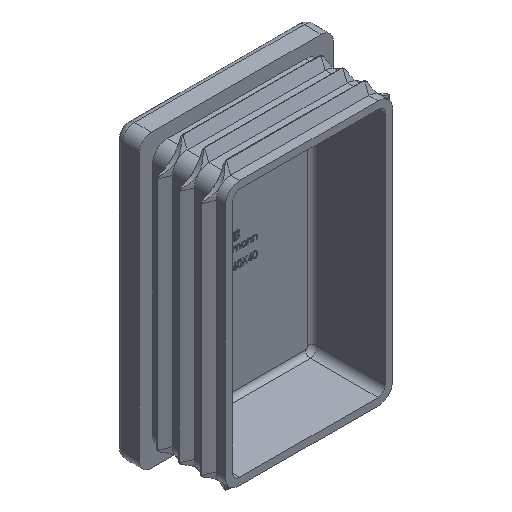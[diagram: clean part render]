
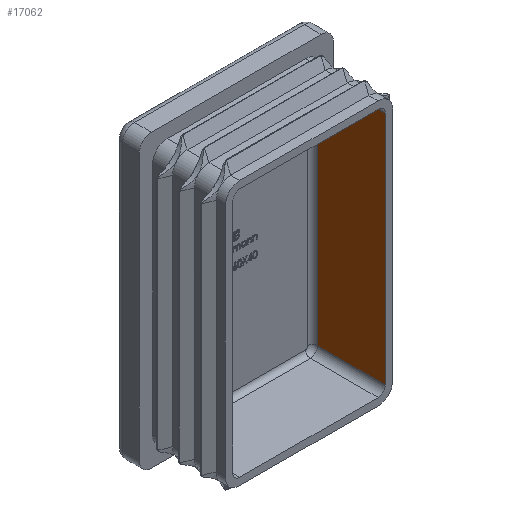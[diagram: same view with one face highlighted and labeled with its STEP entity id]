
A CAD part, isometric view. The second image highlights one B-rep face of the part: STEP entity #17062.
In plain terms, the highlighted planar face has unit normal (-1, 0, 0).
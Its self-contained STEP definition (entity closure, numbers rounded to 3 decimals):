
#368 = VERTEX_POINT ( 'NONE', #16264 ) ;
#818 = DIRECTION ( 'NONE',  ( -1., 0., 0. ) ) ;
#863 = CARTESIAN_POINT ( 'NONE',  ( 15.75, -1., 24.25 ) ) ;
#1324 = AXIS2_PLACEMENT_3D ( 'NONE', #8196, #818, #18556 ) ;
#1856 = VECTOR ( 'NONE', #17009, 1000. ) ;
#2617 = VECTOR ( 'NONE', #17605, 1000. ) ;
#3534 = ORIENTED_EDGE ( 'NONE', *, *, #5080, .T. ) ;
#3591 = ORIENTED_EDGE ( 'NONE', *, *, #13493, .T. ) ;
#4913 = DIRECTION ( 'NONE',  ( 0., 0., 1. ) ) ;
#5080 = EDGE_CURVE ( 'NONE', #368, #16484, #18786, .T. ) ;
#5641 = CARTESIAN_POINT ( 'NONE',  ( 15.75, -1., -24.25 ) ) ;
#5743 = VERTEX_POINT ( 'NONE', #7485 ) ;
#6788 = LINE ( 'NONE', #15625, #2617 ) ;
#7485 = CARTESIAN_POINT ( 'NONE',  ( 15.75, -15., 24.25 ) ) ;
#8196 = CARTESIAN_POINT ( 'NONE',  ( 15.75, -15., 24.25 ) ) ;
#8678 = EDGE_LOOP ( 'NONE', ( #3591, #3534, #12139, #14314 ) ) ;
#9276 = CARTESIAN_POINT ( 'NONE',  ( 15.75, -15., 24.25 ) ) ;
#9693 = CARTESIAN_POINT ( 'NONE',  ( 15.75, -15., -24.25 ) ) ;
#10792 = EDGE_CURVE ( 'NONE', #11316, #16484, #18744, .T. ) ;
#11316 = VERTEX_POINT ( 'NONE', #9693 ) ;
#12139 = ORIENTED_EDGE ( 'NONE', *, *, #10792, .F. ) ;
#12302 = CARTESIAN_POINT ( 'NONE',  ( 15.75, -15., -24.25 ) ) ;
#12588 = LINE ( 'NONE', #9276, #16983 ) ;
#13493 = EDGE_CURVE ( 'NONE', #5743, #368, #6788, .T. ) ;
#14200 = DIRECTION ( 'NONE',  ( 0., 0., -1. ) ) ;
#14314 = ORIENTED_EDGE ( 'NONE', *, *, #14725, .T. ) ;
#14725 = EDGE_CURVE ( 'NONE', #11316, #5743, #12588, .T. ) ;
#15625 = CARTESIAN_POINT ( 'NONE',  ( 15.75, -15., 24.25 ) ) ;
#15656 = PLANE ( 'NONE',  #1324 ) ;
#16264 = CARTESIAN_POINT ( 'NONE',  ( 15.75, -1., 24.25 ) ) ;
#16484 = VERTEX_POINT ( 'NONE', #5641 ) ;
#16983 = VECTOR ( 'NONE', #4913, 1000. ) ;
#17009 = DIRECTION ( 'NONE',  ( 0., 1., 0. ) ) ;
#17062 = ADVANCED_FACE ( 'NONE', ( #17363 ), #15656, .T. ) ;
#17363 = FACE_OUTER_BOUND ( 'NONE', #8678, .T. ) ;
#17605 = DIRECTION ( 'NONE',  ( 0., 1., 0. ) ) ;
#18337 = VECTOR ( 'NONE', #14200, 1000. ) ;
#18556 = DIRECTION ( 'NONE',  ( 0., 0., 1. ) ) ;
#18744 = LINE ( 'NONE', #12302, #1856 ) ;
#18786 = LINE ( 'NONE', #863, #18337 ) ;
